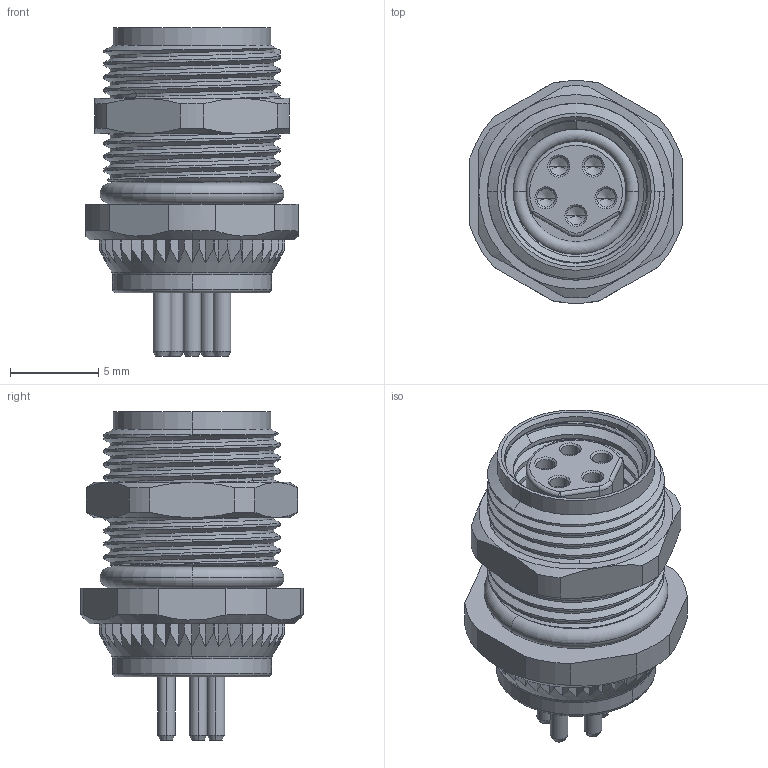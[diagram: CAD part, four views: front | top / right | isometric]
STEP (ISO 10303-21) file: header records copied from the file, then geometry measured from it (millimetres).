
FILE_DESCRIPTION((''),'2;1');
FILE_NAME('5P-K15556_5B','2025-09-08T',('gongcheng16'),(''),'PRO/ENGINEER BY PARAMETRIC TECHNOLOGY CORPORATION, 2010280','PRO/ENGINEER BY PARAMETRIC TECHNOLOGY CORPORATION, 2010280','');
FILE_SCHEMA(('CONFIG_CONTROL_DESIGN'));
Products named in the file (1): 5P-K15556_5B
Bounding box: 12 x 12.6 x 18.6 mm (x, y, z)
Volume: 219.5 mm3; surface area: 12862.3 mm2
Topology: 1 solids, 110 shells, 2147 faces, 7252 edges, 5011 vertices
Faces by surface type: plane 884, cylinder 646, cone 384, bspline 129, torus 102, sphere 2
Entity records: 129105 total; most frequent: CARTESIAN_POINT 69395, ORIENTED_EDGE 12144, DIRECTION 11744, EDGE_CURVE 7242, VERTEX_POINT 5011, AXIS2_PLACEMENT_3D 4385, VECTOR 2974, LINE 2974
